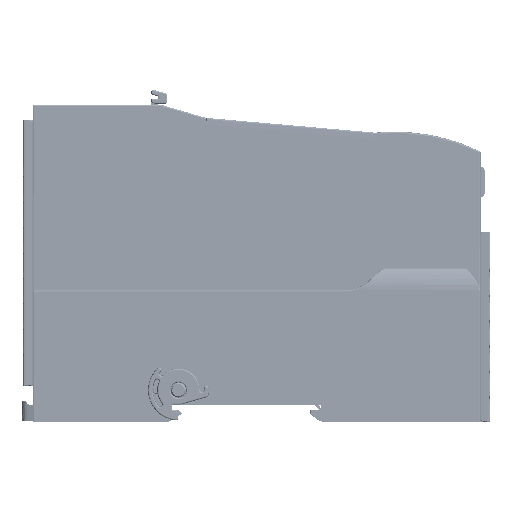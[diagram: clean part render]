
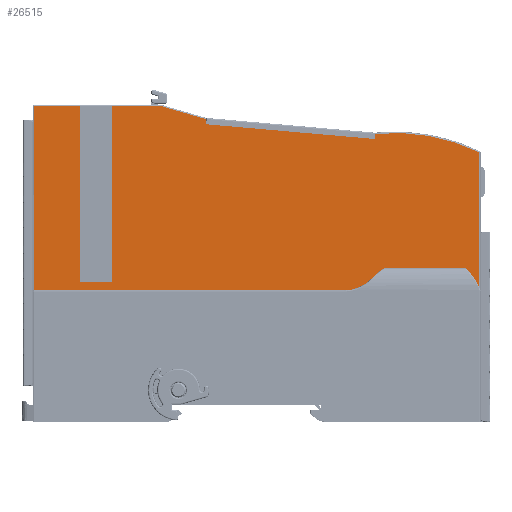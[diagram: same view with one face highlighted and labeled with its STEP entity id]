
A CAD part, front view. The second image highlights one B-rep face of the part: STEP entity #26515.
In plain terms, the highlighted planar face has unit normal (0, -1, 0).
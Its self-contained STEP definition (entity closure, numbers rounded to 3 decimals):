
#20796=CIRCLE('',#154796,15.);
#20800=CIRCLE('',#154802,9.);
#20801=CIRCLE('',#154804,45.883);
#20808=CIRCLE('',#154815,0.3);
#20810=CIRCLE('',#154821,13.);
#20811=CIRCLE('',#154825,0.3);
#23198=B_SPLINE_CURVE_WITH_KNOTS('',3,(#205412,#205413,#205414,#205415),
 .UNSPECIFIED.,.F.,.F.,(4,4),(0.,1.),.UNSPECIFIED.);
#23205=B_SPLINE_CURVE_WITH_KNOTS('',3,(#206141,#206142,#206143,#206144),
 .UNSPECIFIED.,.F.,.F.,(4,4),(0.,1.),.UNSPECIFIED.);
#23207=B_SPLINE_CURVE_WITH_KNOTS('',3,(#206253,#206254,#206255,#206256),
 .UNSPECIFIED.,.F.,.F.,(4,4),(0.,1.),.UNSPECIFIED.);
#26515=ADVANCED_FACE('',(#38802),#33562,.T.);
#33562=PLANE('',#155014);
#38802=FACE_OUTER_BOUND('',#45978,.T.);
#45978=EDGE_LOOP('',(#58558,#58559,#58560,#58561,#58562,#58563,#58564,#58565,
#58566,#58567,#58568,#58569,#58570,#58571,#58572,#58573,#58574,#58575,#58576,
#58577,#58578));
#58558=ORIENTED_EDGE('',*,*,#107225,.T.);
#58559=ORIENTED_EDGE('',*,*,#107195,.T.);
#58560=ORIENTED_EDGE('',*,*,#107193,.F.);
#58561=ORIENTED_EDGE('',*,*,#106840,.T.);
#58562=ORIENTED_EDGE('',*,*,#106860,.F.);
#58563=ORIENTED_EDGE('',*,*,#106856,.T.);
#58564=ORIENTED_EDGE('',*,*,#106855,.T.);
#58565=ORIENTED_EDGE('',*,*,#106854,.T.);
#58566=ORIENTED_EDGE('',*,*,#106859,.F.);
#58567=ORIENTED_EDGE('',*,*,#106816,.F.);
#58568=ORIENTED_EDGE('',*,*,#106820,.F.);
#58569=ORIENTED_EDGE('',*,*,#106834,.T.);
#58570=ORIENTED_EDGE('',*,*,#106853,.T.);
#58571=ORIENTED_EDGE('',*,*,#106862,.T.);
#58572=ORIENTED_EDGE('',*,*,#106849,.F.);
#58573=ORIENTED_EDGE('',*,*,#106848,.T.);
#58574=ORIENTED_EDGE('',*,*,#106821,.T.);
#58575=ORIENTED_EDGE('',*,*,#106809,.F.);
#58576=ORIENTED_EDGE('',*,*,#106836,.T.);
#58577=ORIENTED_EDGE('',*,*,#107197,.F.);
#58578=ORIENTED_EDGE('',*,*,#107226,.T.);
#93467=VERTEX_POINT('',#205049);
#93468=VERTEX_POINT('',#205051);
#93470=VERTEX_POINT('',#205069);
#93471=VERTEX_POINT('',#205073);
#93473=VERTEX_POINT('',#205079);
#93474=VERTEX_POINT('',#205083);
#93481=VERTEX_POINT('',#205396);
#93483=VERTEX_POINT('',#205404);
#93485=VERTEX_POINT('',#205416);
#93486=VERTEX_POINT('',#205417);
#93490=VERTEX_POINT('',#205440);
#93491=VERTEX_POINT('',#205446);
#93492=VERTEX_POINT('',#205452);
#93493=VERTEX_POINT('',#205456);
#93494=VERTEX_POINT('',#205457);
#93495=VERTEX_POINT('',#205459);
#93496=VERTEX_POINT('',#205461);
#93691=VERTEX_POINT('',#206122);
#93692=VERTEX_POINT('',#206140);
#93693=VERTEX_POINT('',#206147);
#93696=VERTEX_POINT('',#206257);
#106809=EDGE_CURVE('',#93467,#93468,#125591,.T.);
#106816=EDGE_CURVE('',#93470,#93471,#125596,.T.);
#106820=EDGE_CURVE('',#93473,#93470,#125599,.T.);
#106821=EDGE_CURVE('',#93474,#93468,#20796,.T.);
#106834=EDGE_CURVE('',#93473,#93481,#20800,.T.);
#106836=EDGE_CURVE('',#93467,#93483,#20801,.T.);
#106840=EDGE_CURVE('',#93485,#93486,#23198,.T.);
#106848=EDGE_CURVE('',#93490,#93474,#20808,.T.);
#106849=EDGE_CURVE('',#93490,#93491,#125604,.T.);
#106853=EDGE_CURVE('',#93481,#93492,#20810,.T.);
#106854=EDGE_CURVE('',#93493,#93494,#125607,.T.);
#106855=EDGE_CURVE('',#93495,#93493,#125608,.T.);
#106856=EDGE_CURVE('',#93496,#93495,#125609,.T.);
#106859=EDGE_CURVE('',#93471,#93494,#125612,.T.);
#106860=EDGE_CURVE('',#93496,#93486,#125613,.T.);
#106862=EDGE_CURVE('',#93492,#93491,#20811,.T.);
#107193=EDGE_CURVE('',#93485,#93691,#125923,.T.);
#107195=EDGE_CURVE('',#93692,#93691,#23205,.T.);
#107197=EDGE_CURVE('',#93693,#93483,#125926,.T.);
#107225=EDGE_CURVE('',#93696,#93692,#23207,.T.);
#107226=EDGE_CURVE('',#93693,#93696,#125953,.T.);
#125591=LINE('',#205050,#139064);
#125596=LINE('',#205072,#139069);
#125599=LINE('',#205080,#139072);
#125604=LINE('',#205445,#139077);
#125607=LINE('',#205455,#139080);
#125608=LINE('',#205458,#139081);
#125609=LINE('',#205460,#139082);
#125612=LINE('',#205466,#139085);
#125613=LINE('',#205467,#139086);
#125923=LINE('',#206137,#139396);
#125926=LINE('',#206148,#139399);
#125953=LINE('',#206258,#139426);
#139064=VECTOR('',#168283,1.);
#139069=VECTOR('',#168296,1.);
#139072=VECTOR('',#168303,1.);
#139077=VECTOR('',#168354,1.);
#139080=VECTOR('',#168367,1.);
#139081=VECTOR('',#168368,1.);
#139082=VECTOR('',#168369,1.);
#139085=VECTOR('',#168374,1.);
#139086=VECTOR('',#168375,1.);
#139396=VECTOR('',#168965,1.);
#139399=VECTOR('',#168972,1.);
#139426=VECTOR('',#169095,1.);
#154796=AXIS2_PLACEMENT_3D('',#205082,#168306,#168307);
#154802=AXIS2_PLACEMENT_3D('',#205397,#168321,#168322);
#154804=AXIS2_PLACEMENT_3D('',#205405,#168325,#168326);
#154815=AXIS2_PLACEMENT_3D('',#205442,#168348,#168349);
#154821=AXIS2_PLACEMENT_3D('',#205453,#168363,#168364);
#154825=AXIS2_PLACEMENT_3D('',#205477,#168378,#168379);
#155014=AXIS2_PLACEMENT_3D('',#206259,#169096,#169097);
#168283=DIRECTION('',(0.,0.,-1.));
#168296=DIRECTION('',(0.,0.,1.));
#168303=DIRECTION('',(-1.,0.,0.));
#168306=DIRECTION('',(0.,1.,0.));
#168307=DIRECTION('',(0.7,0.,0.714));
#168321=DIRECTION('',(0.,-1.,0.));
#168322=DIRECTION('',(0.,0.,-1.));
#168325=DIRECTION('',(0.,-1.,0.));
#168326=DIRECTION('',(0.437,0.,0.899));
#168348=DIRECTION('',(0.,1.,0.));
#168349=DIRECTION('',(0.,0.,1.));
#168354=DIRECTION('',(-1.,0.,0.));
#168363=DIRECTION('',(0.,1.,0.));
#168364=DIRECTION('',(-0.734,0.,0.679));
#168367=DIRECTION('',(0.,0.,1.));
#168368=DIRECTION('',(-1.,0.,0.));
#168369=DIRECTION('',(0.,0.,-1.));
#168374=DIRECTION('',(1.,0.,0.));
#168375=DIRECTION('',(1.,0.,0.));
#168378=DIRECTION('',(0.,1.,0.));
#168379=DIRECTION('',(-0.521,0.,0.854));
#168965=DIRECTION('',(0.,0.,-1.));
#168972=DIRECTION('',(0.,0.,1.));
#169095=DIRECTION('',(-0.996,0.,0.087));
#169096=DIRECTION('',(0.,-1.,0.));
#169097=DIRECTION('',(-1.,0.,0.));
#205049=CARTESIAN_POINT('',(107.7,33.,41.123));
#205050=CARTESIAN_POINT('',(107.7,33.,41.123));
#205051=CARTESIAN_POINT('',(107.7,33.,9.196));
#205069=CARTESIAN_POINT('',(2.3,33.,8.5));
#205072=CARTESIAN_POINT('',(2.3,33.,8.5));
#205073=CARTESIAN_POINT('',(2.3,33.,52.1));
#205079=CARTESIAN_POINT('',(75.654,33.,8.5));
#205080=CARTESIAN_POINT('',(75.654,33.,8.5));
#205082=CARTESIAN_POINT('',(94.081,33.,2.909));
#205083=CARTESIAN_POINT('',(104.588,33.,13.614));
#205396=CARTESIAN_POINT('',(82.259,33.,11.387));
#205397=CARTESIAN_POINT('',(75.654,33.,17.5));
#205404=CARTESIAN_POINT('',(83.,33.,45.505));
#205405=CARTESIAN_POINT('',(87.639,33.,-0.143));
#205412=CARTESIAN_POINT('',(43.068,33.,48.979));
#205413=CARTESIAN_POINT('',(39.508,33.,50.02));
#205414=CARTESIAN_POINT('',(35.948,33.,51.06));
#205415=CARTESIAN_POINT('',(32.388,33.,52.101));
#205416=CARTESIAN_POINT('',(43.068,33.,48.979));
#205417=CARTESIAN_POINT('',(32.388,33.,52.101));
#205440=CARTESIAN_POINT('',(104.378,33.,13.7));
#205442=CARTESIAN_POINT('',(104.378,33.,13.4));
#205445=CARTESIAN_POINT('',(104.378,33.,13.7));
#205446=CARTESIAN_POINT('',(85.189,33.,13.7));
#205452=CARTESIAN_POINT('',(85.033,33.,13.656));
#205453=CARTESIAN_POINT('',(91.8,33.,2.556));
#205455=CARTESIAN_POINT('',(13.25,33.,10.5));
#205456=CARTESIAN_POINT('',(13.25,33.,10.5));
#205457=CARTESIAN_POINT('',(13.25,33.,52.1));
#205458=CARTESIAN_POINT('',(20.75,33.,10.5));
#205459=CARTESIAN_POINT('',(20.75,33.,10.5));
#205460=CARTESIAN_POINT('',(20.75,33.,52.1));
#205461=CARTESIAN_POINT('',(20.75,33.,52.1));
#205466=CARTESIAN_POINT('',(2.3,33.,52.1));
#205467=CARTESIAN_POINT('',(2.3,33.,52.1));
#205477=CARTESIAN_POINT('',(85.189,33.,13.4));
#206122=CARTESIAN_POINT('',(43.068,33.,47.795));
#206137=CARTESIAN_POINT('',(43.069,33.,48.655));
#206140=CARTESIAN_POINT('',(43.119,33.,47.79));
#206141=CARTESIAN_POINT('',(43.119,33.,47.79));
#206142=CARTESIAN_POINT('',(43.102,33.,47.792));
#206143=CARTESIAN_POINT('',(43.085,33.,47.793));
#206144=CARTESIAN_POINT('',(43.068,33.,47.795));
#206147=CARTESIAN_POINT('',(83.,33.,44.301));
#206148=CARTESIAN_POINT('',(83.,33.,44.301));
#206253=CARTESIAN_POINT('',(82.95,33.,44.305));
#206254=CARTESIAN_POINT('',(69.673,33.,45.467));
#206255=CARTESIAN_POINT('',(56.396,33.,46.629));
#206256=CARTESIAN_POINT('',(43.119,33.,47.79));
#206257=CARTESIAN_POINT('',(82.95,33.,44.305));
#206258=CARTESIAN_POINT('',(83.,33.,44.301));
#206259=CARTESIAN_POINT('',(110.,33.,-22.6));
